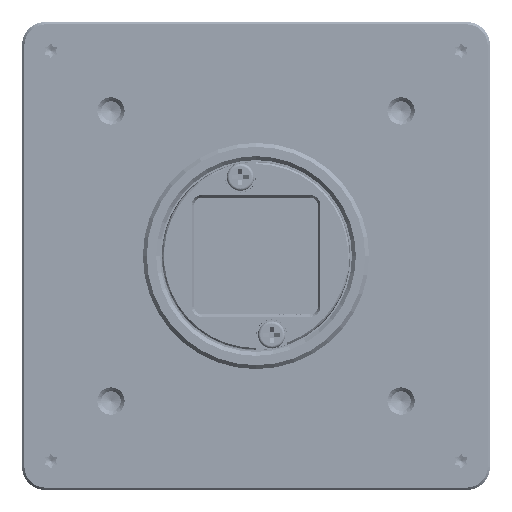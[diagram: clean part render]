
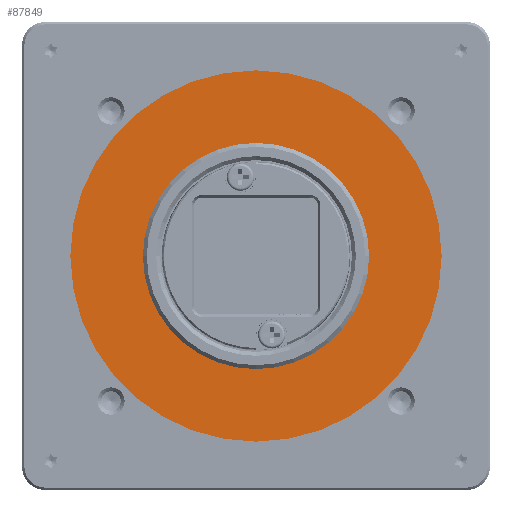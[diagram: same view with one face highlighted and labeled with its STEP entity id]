
A CAD part, front view. The second image highlights one B-rep face of the part: STEP entity #87849.
In plain terms, the highlighted planar face has unit normal (0, -1, 0).
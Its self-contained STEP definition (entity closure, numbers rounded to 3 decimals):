
#83204=CARTESIAN_POINT('',(0.,0.5,0.));
#83205=DIRECTION('',(0.,-1.,0.));
#83206=DIRECTION('',(1.,0.,0.));
#83207=AXIS2_PLACEMENT_3D('',#83204,#83205,#83206);
#83212=CARTESIAN_POINT('',(0.,0.5,0.));
#83213=DIRECTION('',(0.,-1.,0.));
#83214=DIRECTION('',(-1.,0.,0.));
#83215=AXIS2_PLACEMENT_3D('',#83212,#83213,#83214);
#83284=CARTESIAN_POINT('',(0.,0.5,0.));
#83285=DIRECTION('',(0.,-1.,0.));
#83286=DIRECTION('',(1.,0.,0.));
#83287=AXIS2_PLACEMENT_3D('',#83284,#83285,#83286);
#83292=CARTESIAN_POINT('',(0.,0.5,0.));
#83293=DIRECTION('',(0.,-1.,0.));
#83294=DIRECTION('',(-1.,0.,0.));
#83295=AXIS2_PLACEMENT_3D('',#83292,#83293,#83294);
#87470=CARTESIAN_POINT('',(-23.8,0.5,0.));
#87471=VERTEX_POINT('',#87470);
#87472=CARTESIAN_POINT('',(23.8,0.5,0.));
#87473=VERTEX_POINT('',#87472);
#87552=CARTESIAN_POINT('',(14.5,0.5,0.));
#87553=CARTESIAN_POINT('',(-14.5,0.5,0.));
#87554=VERTEX_POINT('',#87552);
#87555=VERTEX_POINT('',#87553);
#87834=CARTESIAN_POINT('',(0.,0.5,0.));
#87835=DIRECTION('',(0.,1.,0.));
#87836=DIRECTION('',(1.,0.,0.));
#87837=AXIS2_PLACEMENT_3D('',#87834,#87835,#87836);
#87838=PLANE('',#87837);
#87840=ORIENTED_EDGE('',*,*,#87839,.F.);
#87842=ORIENTED_EDGE('',*,*,#87841,.F.);
#87843=EDGE_LOOP('',(#87840,#87842));
#87844=FACE_OUTER_BOUND('',#87843,.F.);
#87845=ORIENTED_EDGE('',*,*,#87814,.T.);
#87846=ORIENTED_EDGE('',*,*,#87828,.T.);
#87847=EDGE_LOOP('',(#87845,#87846));
#87848=FACE_BOUND('',#87847,.F.);
#87849=ADVANCED_FACE('',(#87844,#87848),#87838,.F.);
#83208=CIRCLE('',#83207,14.5);
#83216=CIRCLE('',#83215,14.5);
#83288=CIRCLE('',#83287,23.8);
#83296=CIRCLE('',#83295,23.8);
#87814=EDGE_CURVE('',#87554,#87555,#83208,.T.);
#87828=EDGE_CURVE('',#87555,#87554,#83216,.T.);
#87839=EDGE_CURVE('',#87473,#87471,#83288,.T.);
#87841=EDGE_CURVE('',#87471,#87473,#83296,.T.);
